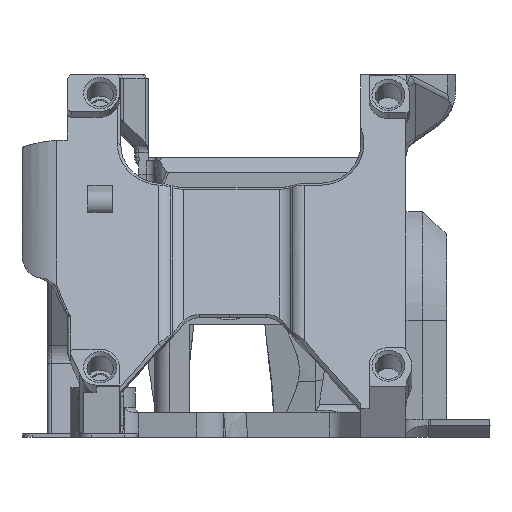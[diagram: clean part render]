
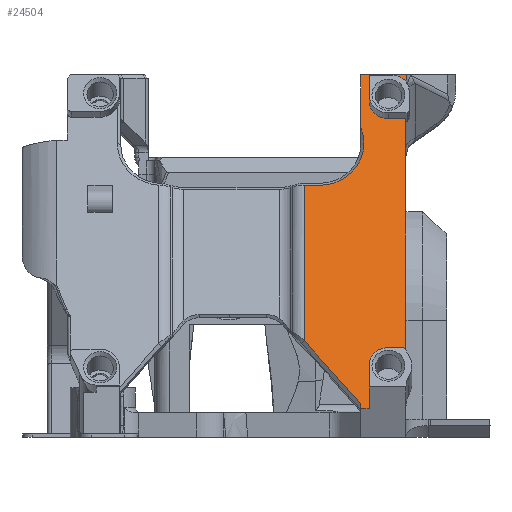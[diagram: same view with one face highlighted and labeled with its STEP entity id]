
A CAD part, left-side view. The second image highlights one B-rep face of the part: STEP entity #24504.
In plain terms, the highlighted planar face has unit normal (-0.94, 0, 0.342).
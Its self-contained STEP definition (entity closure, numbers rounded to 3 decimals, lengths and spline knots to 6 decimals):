
#1207=CIRCLE('',#26044,0.0005);
#1210=CIRCLE('',#26049,0.00235);
#1211=CIRCLE('',#26051,0.002);
#1212=CIRCLE('',#26055,0.00235);
#1217=CIRCLE('',#26069,0.002536);
#1368=CIRCLE('',#26398,0.0054);
#2070=B_SPLINE_CURVE_WITH_KNOTS('',3,(#38143,#38144,#38145,#38146),
 .UNSPECIFIED.,.F.,.F.,(4,4),(-0.000025,0.000759),
 .UNSPECIFIED.);
#5542=ORIENTED_EDGE('',*,*,#11328,.F.);
#5543=ORIENTED_EDGE('',*,*,#11192,.F.);
#5544=ORIENTED_EDGE('',*,*,#11190,.T.);
#5545=ORIENTED_EDGE('',*,*,#11188,.T.);
#5546=ORIENTED_EDGE('',*,*,#11187,.T.);
#5547=ORIENTED_EDGE('',*,*,#11184,.T.);
#5548=ORIENTED_EDGE('',*,*,#11327,.T.);
#5549=ORIENTED_EDGE('',*,*,#11181,.F.);
#5550=ORIENTED_EDGE('',*,*,#11765,.F.);
#5551=ORIENTED_EDGE('',*,*,#11781,.T.);
#5552=ORIENTED_EDGE('',*,*,#11768,.T.);
#5553=ORIENTED_EDGE('',*,*,#11782,.F.);
#5554=ORIENTED_EDGE('',*,*,#11378,.F.);
#5555=ORIENTED_EDGE('',*,*,#11780,.F.);
#5556=ORIENTED_EDGE('',*,*,#11783,.F.);
#5557=ORIENTED_EDGE('',*,*,#11784,.T.);
#5558=ORIENTED_EDGE('',*,*,#11194,.T.);
#5559=ORIENTED_EDGE('',*,*,#11179,.T.);
#5560=ORIENTED_EDGE('',*,*,#11174,.F.);
#5561=ORIENTED_EDGE('',*,*,#11170,.T.);
#5562=ORIENTED_EDGE('',*,*,#11210,.F.);
#11170=EDGE_CURVE('',#14585,#14586,#1207,.T.);
#11174=EDGE_CURVE('',#14585,#14589,#16761,.T.);
#11179=EDGE_CURVE('',#14591,#14589,#1210,.T.);
#11181=EDGE_CURVE('',#14593,#14594,#2070,.T.);
#11184=EDGE_CURVE('',#14596,#14595,#1211,.T.);
#11187=EDGE_CURVE('',#14597,#14596,#16768,.T.);
#11188=EDGE_CURVE('',#14598,#14597,#16769,.T.);
#11190=EDGE_CURVE('',#14599,#14598,#1212,.T.);
#11192=EDGE_CURVE('',#14599,#14600,#16772,.T.);
#11194=EDGE_CURVE('',#14601,#14591,#16774,.T.);
#11210=EDGE_CURVE('',#14612,#14586,#1217,.T.);
#11327=EDGE_CURVE('',#14595,#14594,#16839,.T.);
#11328=EDGE_CURVE('',#14600,#14612,#16840,.T.);
#11378=EDGE_CURVE('',#14584,#14709,#16868,.T.);
#11765=EDGE_CURVE('',#14956,#14593,#17060,.T.);
#11768=EDGE_CURVE('',#14960,#14959,#1368,.T.);
#11780=EDGE_CURVE('',#14968,#14584,#17071,.T.);
#11781=EDGE_CURVE('',#14956,#14960,#17072,.T.);
#11782=EDGE_CURVE('',#14709,#14959,#17073,.T.);
#11783=EDGE_CURVE('',#14969,#14968,#17074,.T.);
#11784=EDGE_CURVE('',#14969,#14601,#17075,.T.);
#14584=VERTEX_POINT('',#38038);
#14585=VERTEX_POINT('',#38056);
#14586=VERTEX_POINT('',#38057);
#14589=VERTEX_POINT('',#38065);
#14591=VERTEX_POINT('',#38071);
#14593=VERTEX_POINT('',#38142);
#14594=VERTEX_POINT('',#38147);
#14595=VERTEX_POINT('',#38154);
#14596=VERTEX_POINT('',#38156);
#14597=VERTEX_POINT('',#38160);
#14598=VERTEX_POINT('',#38164);
#14599=VERTEX_POINT('',#38168);
#14600=VERTEX_POINT('',#38172);
#14601=VERTEX_POINT('',#38176);
#14612=VERTEX_POINT('',#38206);
#14709=VERTEX_POINT('',#39631);
#14956=VERTEX_POINT('',#41149);
#14959=VERTEX_POINT('',#41156);
#14960=VERTEX_POINT('',#41158);
#14968=VERTEX_POINT('',#41183);
#14969=VERTEX_POINT('',#41189);
#16761=LINE('',#38064,#18703);
#16768=LINE('',#38161,#18710);
#16769=LINE('',#38163,#18711);
#16772=LINE('',#38171,#18714);
#16774=LINE('',#38175,#18716);
#16839=LINE('',#39483,#18781);
#16840=LINE('',#39484,#18782);
#16868=LINE('',#39630,#18810);
#17060=LINE('',#41150,#19002);
#17071=LINE('',#41184,#19013);
#17072=LINE('',#41186,#19014);
#17073=LINE('',#41187,#19015);
#17074=LINE('',#41188,#19016);
#17075=LINE('',#41190,#19017);
#18703=VECTOR('',#29525,1.);
#18710=VECTOR('',#29544,1.);
#18711=VECTOR('',#29547,1.);
#18714=VECTOR('',#29556,1.);
#18716=VECTOR('',#29560,1.);
#18781=VECTOR('',#29779,1.);
#18782=VECTOR('',#29780,1.);
#18810=VECTOR('',#29878,1.);
#19002=VECTOR('',#30522,1.);
#19013=VECTOR('',#30547,1.);
#19014=VECTOR('',#30550,1.);
#19015=VECTOR('',#30551,1.);
#19016=VECTOR('',#30552,1.);
#19017=VECTOR('',#30553,1.);
#20795=EDGE_LOOP('',(#5542,#5543,#5544,#5545,#5546,#5547,#5548,#5549,#5550,
#5551,#5552,#5553,#5554,#5555,#5556,#5557,#5558,#5559,#5560,#5561,#5562));
#22361=FACE_BOUND('',#20795,.T.);
#23484=PLANE('',#26403);
#24504=ADVANCED_FACE('',(#22361),#23484,.T.);
#26044=AXIS2_PLACEMENT_3D('',#38055,#29517,#29518);
#26049=AXIS2_PLACEMENT_3D('',#38074,#29533,#29534);
#26051=AXIS2_PLACEMENT_3D('',#38155,#29538,#29539);
#26055=AXIS2_PLACEMENT_3D('',#38167,#29551,#29552);
#26069=AXIS2_PLACEMENT_3D('',#38207,#29591,#29592);
#26398=AXIS2_PLACEMENT_3D('',#41157,#30528,#30529);
#26403=AXIS2_PLACEMENT_3D('',#41185,#30548,#30549);
#29517=DIRECTION('',(0.94,0.,-0.342));
#29518=DIRECTION('',(0.342,0.,0.94));
#29525=DIRECTION('',(0.,1.,0.));
#29533=DIRECTION('',(0.94,0.,-0.342));
#29534=DIRECTION('',(0.342,0.,0.94));
#29538=DIRECTION('',(0.94,0.,-0.342));
#29539=DIRECTION('',(0.342,0.,0.94));
#29544=DIRECTION('',(0.,-1.,0.));
#29547=DIRECTION('',(0.342,0.,0.94));
#29551=DIRECTION('',(0.94,0.,-0.342));
#29552=DIRECTION('',(0.342,0.,0.94));
#29556=DIRECTION('',(0.,-1.,0.));
#29560=DIRECTION('',(0.342,0.,0.94));
#29591=DIRECTION('',(0.94,0.,-0.342));
#29592=DIRECTION('',(0.342,0.,0.94));
#29779=DIRECTION('',(0.342,0.,0.94));
#29780=DIRECTION('',(-0.342,0.,-0.94));
#29878=DIRECTION('',(0.342,0.,0.94));
#30522=DIRECTION('',(0.,-1.,0.));
#30528=DIRECTION('',(0.94,0.,-0.342));
#30529=DIRECTION('',(0.342,0.,0.94));
#30547=DIRECTION('',(0.262,0.643,0.72));
#30548=DIRECTION('',(-0.94,0.,0.342));
#30549=DIRECTION('',(-0.342,0.,-0.94));
#30550=DIRECTION('',(-0.342,0.,-0.94));
#30551=DIRECTION('',(0.,-1.,0.));
#30552=DIRECTION('',(0.342,0.,0.94));
#30553=DIRECTION('',(0.,-1.,0.));
#38038=CARTESIAN_POINT('',(-0.141708,0.018828,0.011704));
#38055=CARTESIAN_POINT('',(-0.14243,0.007,0.009722));
#38056=CARTESIAN_POINT('',(-0.142259,0.007,0.010192));
#38057=CARTESIAN_POINT('',(-0.142361,0.006543,0.009912));
#38064=CARTESIAN_POINT('',(-0.142259,0.006125,0.010192));
#38065=CARTESIAN_POINT('',(-0.142259,0.008625,0.010192));
#38071=CARTESIAN_POINT('',(-0.143062,0.010975,0.007983));
#38074=CARTESIAN_POINT('',(-0.143062,0.008625,0.007983));
#38142=CARTESIAN_POINT('',(-0.129953,0.006465,0.044));
#38143=CARTESIAN_POINT('',(-0.129953,0.006465,0.044));
#38144=CARTESIAN_POINT('',(-0.130043,0.006481,0.043755));
#38145=CARTESIAN_POINT('',(-0.130132,0.006499,0.04351));
#38146=CARTESIAN_POINT('',(-0.130221,0.0065,0.043264));
#38147=CARTESIAN_POINT('',(-0.130221,0.0065,0.043264));
#38154=CARTESIAN_POINT('',(-0.130522,0.0065,0.042438));
#38155=CARTESIAN_POINT('',(-0.130921,0.008125,0.041342));
#38156=CARTESIAN_POINT('',(-0.130237,0.008125,0.043222));
#38160=CARTESIAN_POINT('',(-0.130237,0.010975,0.043222));
#38161=CARTESIAN_POINT('',(-0.130237,0.006125,0.043222));
#38163=CARTESIAN_POINT('',(-0.12364,0.010975,0.061346));
#38164=CARTESIAN_POINT('',(-0.131092,0.010975,0.040873));
#38167=CARTESIAN_POINT('',(-0.131092,0.008625,0.040873));
#38168=CARTESIAN_POINT('',(-0.131895,0.008625,0.038664));
#38171=CARTESIAN_POINT('',(-0.131895,0.006125,0.038664));
#38172=CARTESIAN_POINT('',(-0.131895,0.0065,0.038664));
#38175=CARTESIAN_POINT('',(-0.12364,0.010975,0.061346));
#38176=CARTESIAN_POINT('',(-0.144704,0.010975,0.003473));
#38206=CARTESIAN_POINT('',(-0.142392,0.0065,0.009826));
#38207=CARTESIAN_POINT('',(-0.14201,0.004223,0.010875));
#39483=CARTESIAN_POINT('',(-0.143233,0.0065,0.007513));
#39484=CARTESIAN_POINT('',(-0.136618,0.0065,0.025688));
#39630=CARTESIAN_POINT('',(-0.14325,0.018828,0.007468));
#39631=CARTESIAN_POINT('',(-0.134836,0.018828,0.030585));
#41149=CARTESIAN_POINT('',(-0.129953,0.012,0.044));
#41150=CARTESIAN_POINT('',(-0.129953,0.004696,0.044));
#41156=CARTESIAN_POINT('',(-0.134836,0.017,0.030585));
#41157=CARTESIAN_POINT('',(-0.132989,0.017,0.035659));
#41158=CARTESIAN_POINT('',(-0.132292,0.012,0.037576));
#41183=CARTESIAN_POINT('',(-0.144491,0.012,0.004057));
#41184=CARTESIAN_POINT('',(-0.140731,0.021225,0.014388));
#41185=CARTESIAN_POINT('',(-0.143233,0.043625,0.007513));
#41186=CARTESIAN_POINT('',(-0.143233,0.012,0.007513));
#41187=CARTESIAN_POINT('',(-0.134836,0.027711,0.030585));
#41188=CARTESIAN_POINT('',(-0.139529,0.012,0.017691));
#41189=CARTESIAN_POINT('',(-0.144704,0.012,0.003473));
#41190=CARTESIAN_POINT('',(-0.144704,0.026125,0.003473));
